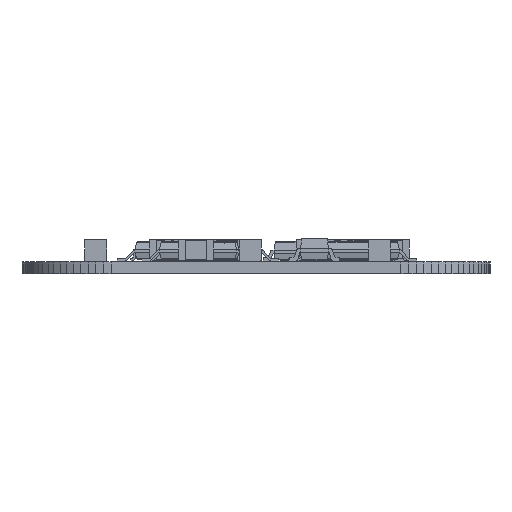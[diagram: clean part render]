
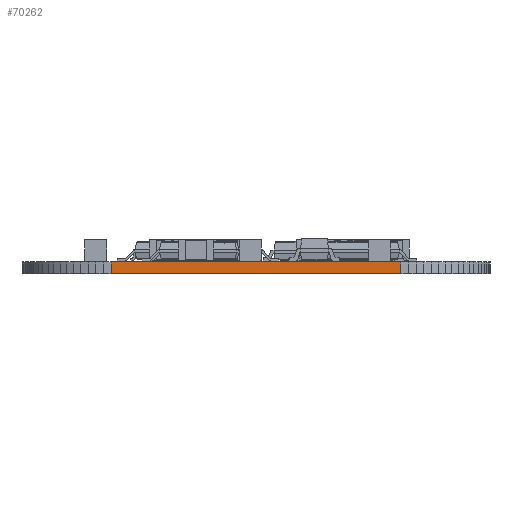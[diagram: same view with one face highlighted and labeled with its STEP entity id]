
A CAD part, front view. The second image highlights one B-rep face of the part: STEP entity #70262.
In plain terms, the highlighted planar face has unit normal (0, -1, 0).
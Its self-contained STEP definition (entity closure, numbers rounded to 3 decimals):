
#60301 = PLANE('',#60302);
#60302 = AXIS2_PLACEMENT_3D('',#60303,#60304,#60305);
#60303 = CARTESIAN_POINT('',(11.43,-39.37,0.68));
#60304 = DIRECTION('',(-0.,-0.,-1.));
#60305 = DIRECTION('',(-1.,0.,0.));
#60355 = PLANE('',#60356);
#60356 = AXIS2_PLACEMENT_3D('',#60357,#60358,#60359);
#60357 = CARTESIAN_POINT('',(11.43,-39.37,0.));
#60358 = DIRECTION('',(-0.,-0.,-1.));
#60359 = DIRECTION('',(-1.,0.,0.));
#61444 = VERTEX_POINT('',#61445);
#61445 = CARTESIAN_POINT('',(19.685,-84.455,0.));
#61459 = PLANE('',#61460);
#61460 = AXIS2_PLACEMENT_3D('',#61461,#61462,#61463);
#61461 = CARTESIAN_POINT('',(20.128,-84.436,0.));
#61462 = DIRECTION('',(0.044,-0.999,0.));
#61463 = DIRECTION('',(-0.999,-0.044,0.));
#61471 = EDGE_CURVE('',#61444,#61472,#61474,.T.);
#61472 = VERTEX_POINT('',#61473);
#61473 = CARTESIAN_POINT('',(3.175,-84.455,0.));
#61474 = SURFACE_CURVE('',#61475,(#61479,#61486),.PCURVE_S1.);
#61475 = LINE('',#61476,#61477);
#61476 = CARTESIAN_POINT('',(19.685,-84.455,0.));
#61477 = VECTOR('',#61478,1.);
#61478 = DIRECTION('',(-1.,0.,0.));
#61479 = PCURVE('',#60355,#61480);
#61480 = DEFINITIONAL_REPRESENTATION('',(#61481),#61485);
#61481 = LINE('',#61482,#61483);
#61482 = CARTESIAN_POINT('',(-8.255,-45.085));
#61483 = VECTOR('',#61484,1.);
#61484 = DIRECTION('',(1.,0.));
#61485 = ( GEOMETRIC_REPRESENTATION_CONTEXT(2) 
PARAMETRIC_REPRESENTATION_CONTEXT() REPRESENTATION_CONTEXT('2D SPACE',''
  ) );
#61486 = PCURVE('',#61487,#61492);
#61487 = PLANE('',#61488);
#61488 = AXIS2_PLACEMENT_3D('',#61489,#61490,#61491);
#61489 = CARTESIAN_POINT('',(19.685,-84.455,0.));
#61490 = DIRECTION('',(0.,-1.,0.));
#61491 = DIRECTION('',(-1.,0.,0.));
#61492 = DEFINITIONAL_REPRESENTATION('',(#61493),#61497);
#61493 = LINE('',#61494,#61495);
#61494 = CARTESIAN_POINT('',(0.,-0.));
#61495 = VECTOR('',#61496,1.);
#61496 = DIRECTION('',(1.,0.));
#61497 = ( GEOMETRIC_REPRESENTATION_CONTEXT(2) 
PARAMETRIC_REPRESENTATION_CONTEXT() REPRESENTATION_CONTEXT('2D SPACE',''
  ) );
#61515 = PLANE('',#61516);
#61516 = AXIS2_PLACEMENT_3D('',#61517,#61518,#61519);
#61517 = CARTESIAN_POINT('',(3.175,-84.455,0.));
#61518 = DIRECTION('',(-0.044,-0.999,0.));
#61519 = DIRECTION('',(-0.999,0.044,0.));
#65562 = VERTEX_POINT('',#65563);
#65563 = CARTESIAN_POINT('',(19.685,-84.455,0.68));
#65584 = EDGE_CURVE('',#65562,#65585,#65587,.T.);
#65585 = VERTEX_POINT('',#65586);
#65586 = CARTESIAN_POINT('',(3.175,-84.455,0.68));
#65587 = SURFACE_CURVE('',#65588,(#65592,#65599),.PCURVE_S1.);
#65588 = LINE('',#65589,#65590);
#65589 = CARTESIAN_POINT('',(19.685,-84.455,0.68));
#65590 = VECTOR('',#65591,1.);
#65591 = DIRECTION('',(-1.,0.,0.));
#65592 = PCURVE('',#60301,#65593);
#65593 = DEFINITIONAL_REPRESENTATION('',(#65594),#65598);
#65594 = LINE('',#65595,#65596);
#65595 = CARTESIAN_POINT('',(-8.255,-45.085));
#65596 = VECTOR('',#65597,1.);
#65597 = DIRECTION('',(1.,0.));
#65598 = ( GEOMETRIC_REPRESENTATION_CONTEXT(2) 
PARAMETRIC_REPRESENTATION_CONTEXT() REPRESENTATION_CONTEXT('2D SPACE',''
  ) );
#65599 = PCURVE('',#61487,#65600);
#65600 = DEFINITIONAL_REPRESENTATION('',(#65601),#65605);
#65601 = LINE('',#65602,#65603);
#65602 = CARTESIAN_POINT('',(0.,-0.68));
#65603 = VECTOR('',#65604,1.);
#65604 = DIRECTION('',(1.,0.));
#65605 = ( GEOMETRIC_REPRESENTATION_CONTEXT(2) 
PARAMETRIC_REPRESENTATION_CONTEXT() REPRESENTATION_CONTEXT('2D SPACE',''
  ) );
#70214 = EDGE_CURVE('',#61444,#65562,#70215,.T.);
#70215 = SURFACE_CURVE('',#70216,(#70220,#70227),.PCURVE_S1.);
#70216 = LINE('',#70217,#70218);
#70217 = CARTESIAN_POINT('',(19.685,-84.455,0.));
#70218 = VECTOR('',#70219,1.);
#70219 = DIRECTION('',(0.,0.,1.));
#70220 = PCURVE('',#61459,#70221);
#70221 = DEFINITIONAL_REPRESENTATION('',(#70222),#70226);
#70222 = LINE('',#70223,#70224);
#70223 = CARTESIAN_POINT('',(0.443,0.));
#70224 = VECTOR('',#70225,1.);
#70225 = DIRECTION('',(0.,-1.));
#70226 = ( GEOMETRIC_REPRESENTATION_CONTEXT(2) 
PARAMETRIC_REPRESENTATION_CONTEXT() REPRESENTATION_CONTEXT('2D SPACE',''
  ) );
#70227 = PCURVE('',#61487,#70228);
#70228 = DEFINITIONAL_REPRESENTATION('',(#70229),#70233);
#70229 = LINE('',#70230,#70231);
#70230 = CARTESIAN_POINT('',(0.,-0.));
#70231 = VECTOR('',#70232,1.);
#70232 = DIRECTION('',(0.,-1.));
#70233 = ( GEOMETRIC_REPRESENTATION_CONTEXT(2) 
PARAMETRIC_REPRESENTATION_CONTEXT() REPRESENTATION_CONTEXT('2D SPACE',''
  ) );
#70262 = ADVANCED_FACE('',(#70263),#61487,.T.);
#70263 = FACE_BOUND('',#70264,.T.);
#70264 = EDGE_LOOP('',(#70265,#70266,#70267,#70288));
#70265 = ORIENTED_EDGE('',*,*,#70214,.T.);
#70266 = ORIENTED_EDGE('',*,*,#65584,.T.);
#70267 = ORIENTED_EDGE('',*,*,#70268,.F.);
#70268 = EDGE_CURVE('',#61472,#65585,#70269,.T.);
#70269 = SURFACE_CURVE('',#70270,(#70274,#70281),.PCURVE_S1.);
#70270 = LINE('',#70271,#70272);
#70271 = CARTESIAN_POINT('',(3.175,-84.455,0.));
#70272 = VECTOR('',#70273,1.);
#70273 = DIRECTION('',(0.,0.,1.));
#70274 = PCURVE('',#61487,#70275);
#70275 = DEFINITIONAL_REPRESENTATION('',(#70276),#70280);
#70276 = LINE('',#70277,#70278);
#70277 = CARTESIAN_POINT('',(16.51,0.));
#70278 = VECTOR('',#70279,1.);
#70279 = DIRECTION('',(0.,-1.));
#70280 = ( GEOMETRIC_REPRESENTATION_CONTEXT(2) 
PARAMETRIC_REPRESENTATION_CONTEXT() REPRESENTATION_CONTEXT('2D SPACE',''
  ) );
#70281 = PCURVE('',#61515,#70282);
#70282 = DEFINITIONAL_REPRESENTATION('',(#70283),#70287);
#70283 = LINE('',#70284,#70285);
#70284 = CARTESIAN_POINT('',(0.,0.));
#70285 = VECTOR('',#70286,1.);
#70286 = DIRECTION('',(0.,-1.));
#70287 = ( GEOMETRIC_REPRESENTATION_CONTEXT(2) 
PARAMETRIC_REPRESENTATION_CONTEXT() REPRESENTATION_CONTEXT('2D SPACE',''
  ) );
#70288 = ORIENTED_EDGE('',*,*,#61471,.F.);
